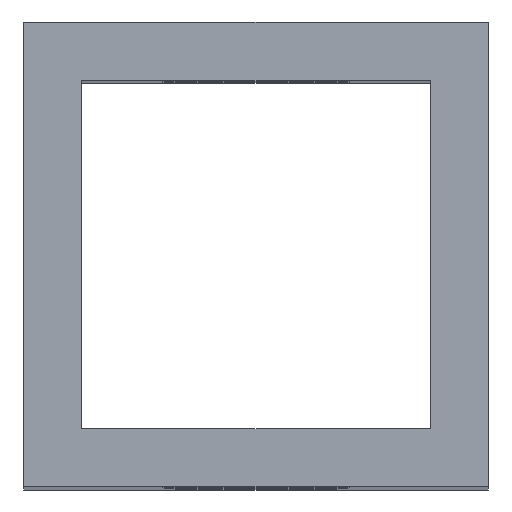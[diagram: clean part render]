
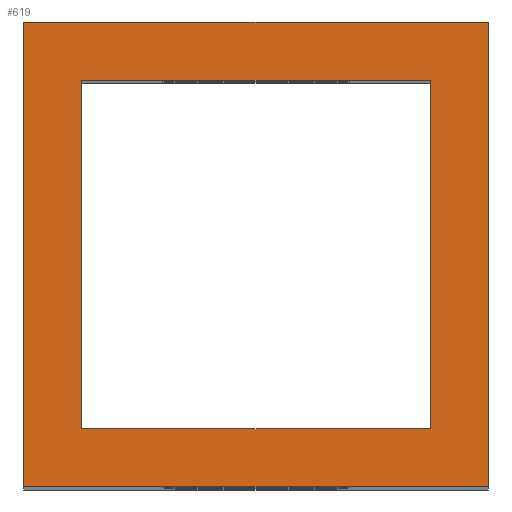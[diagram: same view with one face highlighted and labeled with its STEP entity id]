
A CAD part, top view. The second image highlights one B-rep face of the part: STEP entity #619.
In plain terms, the highlighted planar face has unit normal (0, 0, 1).
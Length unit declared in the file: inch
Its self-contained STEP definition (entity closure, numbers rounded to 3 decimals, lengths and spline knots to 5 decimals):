
#61 = VERTEX_POINT ( 'NONE', #454 ) ;
#63 = CARTESIAN_POINT ( 'NONE',  ( 0.0625, 0.4375, 2. ) ) ;
#93 = LINE ( 'NONE', #1514, #1435 ) ;
#104 = DIRECTION ( 'NONE',  ( 0., 0., -1. ) ) ;
#113 = FACE_BOUND ( 'NONE', #1154, .T. ) ;
#125 = ORIENTED_EDGE ( 'NONE', *, *, #337, .T. ) ;
#136 = EDGE_CURVE ( 'NONE', #319, #61, #144, .T. ) ;
#144 = LINE ( 'NONE', #1335, #580 ) ;
#151 = DIRECTION ( 'NONE',  ( 0., -1., 0. ) ) ;
#201 = CARTESIAN_POINT ( 'NONE',  ( 0.4375, 0.4375, 2. ) ) ;
#203 = VECTOR ( 'NONE', #465, 39.37008 ) ;
#261 = LINE ( 'NONE', #986, #660 ) ;
#291 = ORIENTED_EDGE ( 'NONE', *, *, #530, .T. ) ;
#301 = LINE ( 'NONE', #540, #757 ) ;
#319 = VERTEX_POINT ( 'NONE', #1135 ) ;
#336 = LINE ( 'NONE', #812, #203 ) ;
#337 = EDGE_CURVE ( 'NONE', #1532, #319, #301, .T. ) ;
#338 = VERTEX_POINT ( 'NONE', #759 ) ;
#345 = CARTESIAN_POINT ( 'NONE',  ( 0.4375, 0.4375, 2. ) ) ;
#431 = VERTEX_POINT ( 'NONE', #63 ) ;
#450 = EDGE_CURVE ( 'NONE', #338, #670, #93, .T. ) ;
#454 = CARTESIAN_POINT ( 'NONE',  ( 0.5, 0., 2. ) ) ;
#465 = DIRECTION ( 'NONE',  ( -1., 0., 0. ) ) ;
#483 = ORIENTED_EDGE ( 'NONE', *, *, #1550, .T. ) ;
#504 = CARTESIAN_POINT ( 'NONE',  ( 0., 0.5, 2. ) ) ;
#522 = EDGE_CURVE ( 'NONE', #670, #836, #1407, .T. ) ;
#527 = LINE ( 'NONE', #1384, #1199 ) ;
#530 = EDGE_CURVE ( 'NONE', #541, #1532, #336, .T. ) ;
#540 = CARTESIAN_POINT ( 'NONE',  ( 0., 0., 2. ) ) ;
#541 = VERTEX_POINT ( 'NONE', #594 ) ;
#546 = DIRECTION ( 'NONE',  ( 1., 0., 0. ) ) ;
#550 = EDGE_LOOP ( 'NONE', ( #125, #1269, #483, #291 ) ) ;
#580 = VECTOR ( 'NONE', #1096, 39.37008 ) ;
#594 = CARTESIAN_POINT ( 'NONE',  ( 0.5, 0.5, 2. ) ) ;
#619 = ADVANCED_FACE ( 'NONE', ( #1111, #113 ), #1301, .F. ) ;
#660 = VECTOR ( 'NONE', #965, 39.37008 ) ;
#670 = VERTEX_POINT ( 'NONE', #671 ) ;
#671 = CARTESIAN_POINT ( 'NONE',  ( 0.4375, 0.0625, 2. ) ) ;
#757 = VECTOR ( 'NONE', #151, 39.37008 ) ;
#759 = CARTESIAN_POINT ( 'NONE',  ( 0.0625, 0.0625, 2. ) ) ;
#812 = CARTESIAN_POINT ( 'NONE',  ( 0., 0.5, 2. ) ) ;
#836 = VERTEX_POINT ( 'NONE', #201 ) ;
#877 = DIRECTION ( 'NONE',  ( -1., 0., 0. ) ) ;
#902 = VECTOR ( 'NONE', #1293, 39.37008 ) ;
#965 = DIRECTION ( 'NONE',  ( -1., 0., 0. ) ) ;
#986 = CARTESIAN_POINT ( 'NONE',  ( 0.0625, 0.4375, 2. ) ) ;
#997 = DIRECTION ( 'NONE',  ( 0., -1., 0. ) ) ;
#1006 = ORIENTED_EDGE ( 'NONE', *, *, #522, .F. ) ;
#1058 = DIRECTION ( 'NONE',  ( 0., 1., 0. ) ) ;
#1096 = DIRECTION ( 'NONE',  ( 1., 0., 0. ) ) ;
#1097 = EDGE_CURVE ( 'NONE', #836, #431, #261, .T. ) ;
#1111 = FACE_OUTER_BOUND ( 'NONE', #550, .T. ) ;
#1119 = ORIENTED_EDGE ( 'NONE', *, *, #450, .F. ) ;
#1135 = CARTESIAN_POINT ( 'NONE',  ( 0., 0., 2. ) ) ;
#1154 = EDGE_LOOP ( 'NONE', ( #1558, #1248, #1006, #1119 ) ) ;
#1199 = VECTOR ( 'NONE', #997, 39.37008 ) ;
#1213 = EDGE_CURVE ( 'NONE', #431, #338, #527, .T. ) ;
#1248 = ORIENTED_EDGE ( 'NONE', *, *, #1097, .F. ) ;
#1269 = ORIENTED_EDGE ( 'NONE', *, *, #136, .T. ) ;
#1293 = DIRECTION ( 'NONE',  ( 0., 1., 0. ) ) ;
#1300 = CARTESIAN_POINT ( 'NONE',  ( 0.5, 0., 2. ) ) ;
#1301 = PLANE ( 'NONE',  #1302 ) ;
#1302 = AXIS2_PLACEMENT_3D ( 'NONE', #1311, #104, #877 ) ;
#1311 = CARTESIAN_POINT ( 'NONE',  ( 0., 0., 2. ) ) ;
#1335 = CARTESIAN_POINT ( 'NONE',  ( 0., 0., 2. ) ) ;
#1384 = CARTESIAN_POINT ( 'NONE',  ( 0.0625, 0.4375, 2. ) ) ;
#1407 = LINE ( 'NONE', #345, #902 ) ;
#1435 = VECTOR ( 'NONE', #546, 39.37008 ) ;
#1458 = VECTOR ( 'NONE', #1058, 39.37008 ) ;
#1514 = CARTESIAN_POINT ( 'NONE',  ( 0.0625, 0.0625, 2. ) ) ;
#1532 = VERTEX_POINT ( 'NONE', #504 ) ;
#1536 = LINE ( 'NONE', #1300, #1458 ) ;
#1550 = EDGE_CURVE ( 'NONE', #61, #541, #1536, .T. ) ;
#1558 = ORIENTED_EDGE ( 'NONE', *, *, #1213, .F. ) ;
